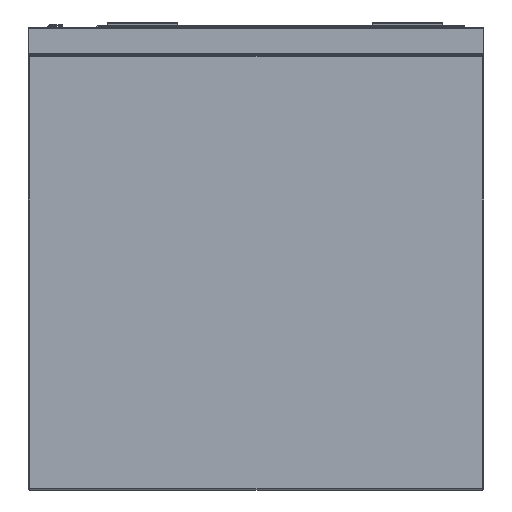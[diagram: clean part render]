
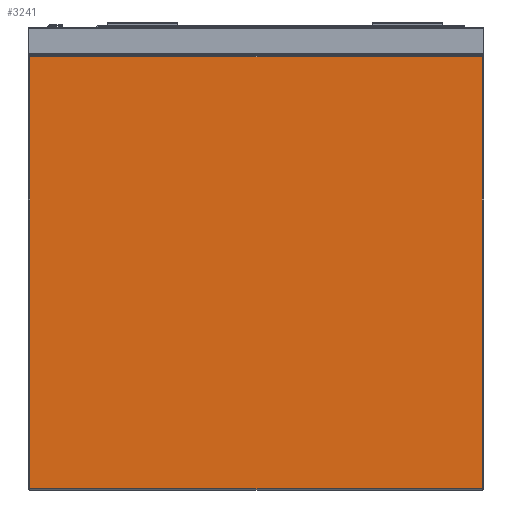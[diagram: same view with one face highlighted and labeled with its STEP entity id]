
A CAD part, left-side view. The second image highlights one B-rep face of the part: STEP entity #3241.
In plain terms, the highlighted planar face has unit normal (-1, 0, 0).
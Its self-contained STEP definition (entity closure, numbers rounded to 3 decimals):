
#116 = CARTESIAN_POINT ( 'NONE',  ( -440., 325., -42. ) ) ;
#1616 = VERTEX_POINT ( 'NONE', #2977 ) ;
#2188 = VECTOR ( 'NONE', #7352, 1000. ) ;
#2333 = LINE ( 'NONE', #116, #7546 ) ;
#2933 = DIRECTION ( 'NONE',  ( 0., -1., 0. ) ) ;
#2977 = CARTESIAN_POINT ( 'NONE',  ( -440., -323., -42. ) ) ;
#3241 = ADVANCED_FACE ( 'Fl�che7', ( #7832 ), #24603, .T. ) ;
#5328 = VECTOR ( 'NONE', #10287, 1000. ) ;
#5611 = CARTESIAN_POINT ( 'NONE',  ( -440., -325., -660. ) ) ;
#5813 = CARTESIAN_POINT ( 'NONE',  ( -440., 323., -42. ) ) ;
#6378 = EDGE_CURVE ( 'NONE', #34543, #1616, #13213, .T. ) ;
#7352 = DIRECTION ( 'NONE',  ( 0., 0., -1. ) ) ;
#7546 = VECTOR ( 'NONE', #7990, 1000. ) ;
#7832 = FACE_OUTER_BOUND ( 'NONE', #21110, .T. ) ;
#7990 = DIRECTION ( 'NONE',  ( 0., 1., 0. ) ) ;
#8241 = CARTESIAN_POINT ( 'NONE',  ( -440., -325., -658. ) ) ;
#8556 = VERTEX_POINT ( 'NONE', #5813 ) ;
#9243 = ORIENTED_EDGE ( 'NONE', *, *, #6378, .T. ) ;
#10287 = DIRECTION ( 'NONE',  ( 0., 0., 1. ) ) ;
#10927 = EDGE_CURVE ( 'NONE', #1616, #8556, #2333, .T. ) ;
#13213 = LINE ( 'NONE', #15772, #5328 ) ;
#15772 = CARTESIAN_POINT ( 'NONE',  ( -440., -323., -660. ) ) ;
#16579 = DIRECTION ( 'NONE',  ( 0., -1., 0. ) ) ;
#16682 = CARTESIAN_POINT ( 'NONE',  ( -440., 323., -658. ) ) ;
#17536 = CARTESIAN_POINT ( 'NONE',  ( -440., -323., -658. ) ) ;
#21099 = EDGE_CURVE ( 'NONE', #21911, #34543, #27571, .T. ) ;
#21110 = EDGE_LOOP ( 'NONE', ( #9243, #23338, #26585, #27019 ) ) ;
#21218 = CARTESIAN_POINT ( 'NONE',  ( -440., 323., -660. ) ) ;
#21911 = VERTEX_POINT ( 'NONE', #16682 ) ;
#23338 = ORIENTED_EDGE ( 'NONE', *, *, #10927, .T. ) ;
#24603 = PLANE ( 'NONE',  #34799 ) ;
#24773 = DIRECTION ( 'NONE',  ( -1., 0., 0. ) ) ;
#26585 = ORIENTED_EDGE ( 'NONE', *, *, #31667, .T. ) ;
#27019 = ORIENTED_EDGE ( 'NONE', *, *, #21099, .T. ) ;
#27571 = LINE ( 'NONE', #8241, #33047 ) ;
#31667 = EDGE_CURVE ( 'NONE', #8556, #21911, #35072, .T. ) ;
#33047 = VECTOR ( 'NONE', #2933, 1000. ) ;
#34543 = VERTEX_POINT ( 'NONE', #17536 ) ;
#34799 = AXIS2_PLACEMENT_3D ( 'NONE', #5611, #24773, #16579 ) ;
#35072 = LINE ( 'NONE', #21218, #2188 ) ;
